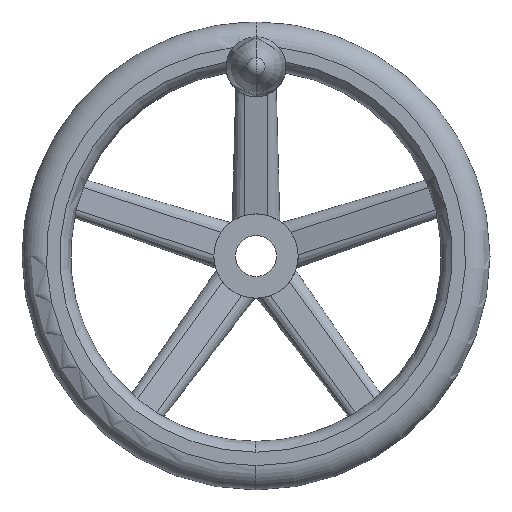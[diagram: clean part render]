
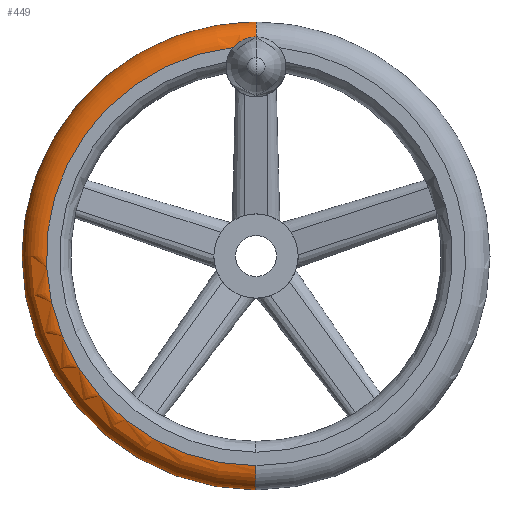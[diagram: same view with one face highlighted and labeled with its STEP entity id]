
A CAD part, top view. The second image highlights one B-rep face of the part: STEP entity #449.
In plain terms, the highlighted toroidal (fillet/blend) face has major radius 112 mm and minor radius 13 mm.
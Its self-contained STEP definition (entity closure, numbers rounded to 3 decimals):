
#449=ADVANCED_FACE('',(#1094),#1095,.T.);
#473=EDGE_CURVE('',#737,#595,#1122,.T.);
#589=VERTEX_POINT('',#1249);
#595=VERTEX_POINT('',#1256);
#599=EDGE_CURVE('',#601,#589,#1260,.T.);
#601=VERTEX_POINT('',#1262);
#623=VERTEX_POINT('',#1287);
#653=EDGE_CURVE('',#623,#595,#1319,.T.);
#705=EDGE_CURVE('',#623,#589,#1375,.T.);
#737=VERTEX_POINT('',#1415);
#741=EDGE_CURVE('',#737,#601,#1419,.T.);
#1094=FACE_OUTER_BOUND('',#1958,.T.);
#1095=TOROIDAL_SURFACE('',#1959,112.0,13.0);
#1122=CIRCLE('',#2017,13.0);
#1249=CARTESIAN_POINT('',(0.,112.0,50.0));
#1256=CARTESIAN_POINT('',(0.,-125.0,37.0));
#1260=CIRCLE('',#2448,112.0);
#1262=CARTESIAN_POINT('',(-12.217,111.332,50.));
#1287=CARTESIAN_POINT('',(0.,125.0,37.0));
#1319=CIRCLE('',#2623,125.0);
#1375=CIRCLE('',#2794,13.0);
#1415=CARTESIAN_POINT('',(0.,-112.0,50.0));
#1419=CIRCLE('',#2896,112.0);
#1958=EDGE_LOOP('',(#3631,#3632,#3633,#3634,#3635));
#1959=AXIS2_PLACEMENT_3D('',#3636,#3637,#3638);
#2017=AXIS2_PLACEMENT_3D('',#3671,#3672,#3673);
#2448=AXIS2_PLACEMENT_3D('',#3838,#3839,#3840);
#2623=AXIS2_PLACEMENT_3D('',#3902,#3903,#3904);
#2794=AXIS2_PLACEMENT_3D('',#3954,#3955,#3956);
#2896=AXIS2_PLACEMENT_3D('',#4014,#4015,#4016);
#3631=ORIENTED_EDGE('',*,*,#653,.T.);
#3632=ORIENTED_EDGE('',*,*,#473,.F.);
#3633=ORIENTED_EDGE('',*,*,#741,.T.);
#3634=ORIENTED_EDGE('',*,*,#599,.T.);
#3635=ORIENTED_EDGE('',*,*,#705,.F.);
#3636=CARTESIAN_POINT('',(0.,0.,37.0));
#3637=DIRECTION('',(0.,0.,1.0));
#3638=DIRECTION('',(0.,1.0,0.0));
#3671=CARTESIAN_POINT('',(0.,-112.0,37.0));
#3672=DIRECTION('',(1.0,0.,0.));
#3673=DIRECTION('',(0.,-1.0,0.));
#3838=CARTESIAN_POINT('',(0.,0.,50.0));
#3839=DIRECTION('',(0.,0.,-1.0));
#3840=DIRECTION('',(0.,1.0,0.));
#3902=CARTESIAN_POINT('',(0.,0.,37.0));
#3903=DIRECTION('',(0.,0.,1.0));
#3904=DIRECTION('',(1.0,0.0,0.));
#3954=CARTESIAN_POINT('',(0.,112.0,37.0));
#3955=DIRECTION('',(1.0,0.,0.));
#3956=DIRECTION('',(0.,1.0,0.));
#4014=CARTESIAN_POINT('',(0.,0.,50.0));
#4015=DIRECTION('',(0.,0.,-1.0));
#4016=DIRECTION('',(0.,1.0,0.));
